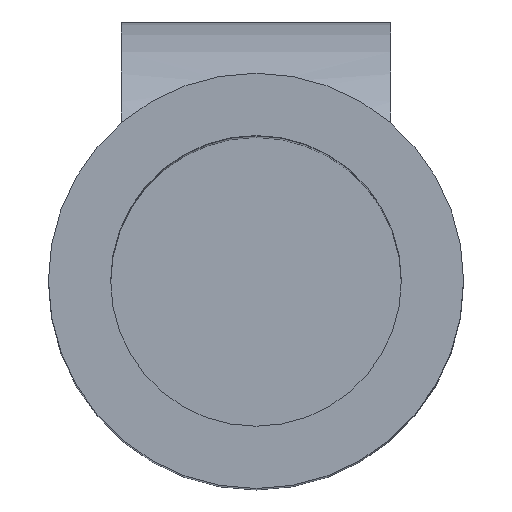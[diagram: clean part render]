
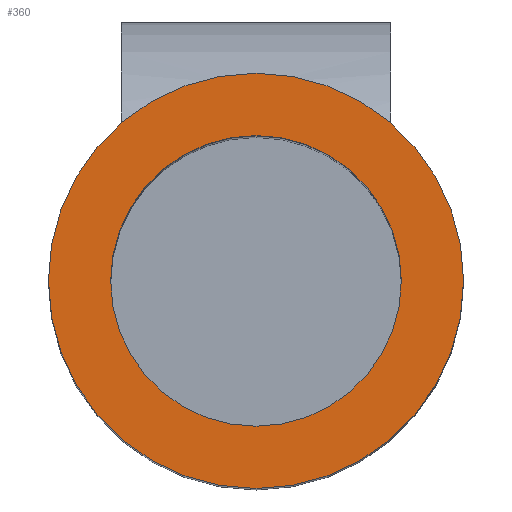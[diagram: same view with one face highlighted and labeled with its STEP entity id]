
A CAD part, top view. The second image highlights one B-rep face of the part: STEP entity #360.
In plain terms, the highlighted face is planar.
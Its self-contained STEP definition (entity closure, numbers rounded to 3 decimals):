
#10=CARTESIAN_POINT('',(-798.255,3.619,
21.778));
#20=DIRECTION('',(0.,-1.,0.));
#30=DIRECTION('',(-1.,0.,0.));
#40=AXIS2_PLACEMENT_3D('',#10,#20,#30);
#50=PLANE('',#40);
#60=CARTESIAN_POINT('',(-797.415,3.619,
19.175));
#70=DIRECTION('',(0.,-1.,0.));
#80=DIRECTION('',(0.,0.,1.));
#90=AXIS2_PLACEMENT_3D('',#60,#70,#80);
#100=CIRCLE('',#90,2.1);
#110=CARTESIAN_POINT('',(-797.415,3.619,
21.275));
#120=VERTEX_POINT('',#110);
#130=CARTESIAN_POINT('',(-797.415,3.619,
17.075));
#140=VERTEX_POINT('',#130);
#150=EDGE_CURVE('',#120,#140,#100,.T.);
#160=ORIENTED_EDGE('',*,*,#150,.F.);
#170=EDGE_CURVE('',#140,#120,#100,.T.);
#180=ORIENTED_EDGE('',*,*,#170,.F.);
#190=EDGE_LOOP('',(#180,#160));
#200=FACE_BOUND('',#190,.T.);
#210=CARTESIAN_POINT('',(-797.415,3.619,
19.175));
#220=DIRECTION('',(0.,-1.,0.));
#230=DIRECTION('',(0.,0.,1.));
#240=AXIS2_PLACEMENT_3D('',#210,#220,#230);
#250=CIRCLE('',#240,3.);
#260=CARTESIAN_POINT('',(-797.415,3.619,
22.175));
#270=VERTEX_POINT('',#260);
#280=CARTESIAN_POINT('',(-797.415,3.619,
16.175));
#290=VERTEX_POINT('',#280);
#300=EDGE_CURVE('',#270,#290,#250,.T.);
#310=ORIENTED_EDGE('',*,*,#300,.T.);
#320=EDGE_CURVE('',#290,#270,#250,.T.);
#330=ORIENTED_EDGE('',*,*,#320,.T.);
#340=EDGE_LOOP('',(#330,#310));
#350=FACE_OUTER_BOUND('',#340,.T.);
#360=ADVANCED_FACE('',(#200,#350),#50,.T.);
